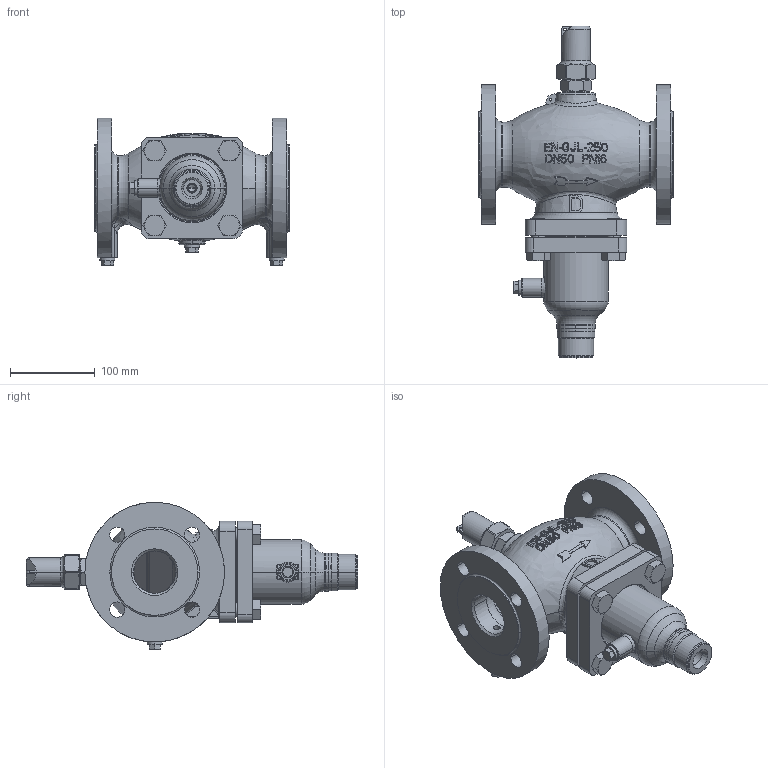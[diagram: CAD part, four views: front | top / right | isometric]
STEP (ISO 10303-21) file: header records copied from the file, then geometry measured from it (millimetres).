
FILE_DESCRIPTION((''),'2;1');
FILE_NAME('065B2659_ASM','2015-03-30T',('u317927'),('Danfoss'),'PRO/ENGINEER BY PARAMETRIC TECHNOLOGY CORPORATION, 2014000','PRO/ENGINEER BY PARAMETRIC TECHNOLOGY CORPORATION, 2014000','');
FILE_SCHEMA(('CONFIG_CONTROL_DESIGN'));
Length unit declared in the file: millimetre
Products named in the file (17): 8861845; 88610440; 88610450; VAR88610140; 88610150_ASM; 88810450; VAR88615590; 8861023; 88615590_ASM; 5184023; 5454087; 8861854; 5451354; 8861869; TESNILO_18X14; VIJAK_G1L4X12_ZAPIRALNI; 065B2659_ASM
Assembly tree (25 placements, depth 4):
  065B2659_ASM
    8861845
    88615590_ASM
      88610150_ASM
        88610440
        88610450
        VAR88610140
      88810450
      VAR88615590
      8861023
    5184023  x4
    5454087
    8861854
    5451354
    8861869
    TESNILO_18X14  x4
    VIJAK_G1L4X12_ZAPIRALNI  x4
Bounding box: 230 x 392.1 x 174.2 mm (x, y, z)
Volume: 2018045.5 mm3; surface area: 565002.2 mm2
Topology: 23 solids, 50 shells, 1387 faces, 3488 edges, 2218 vertices
Faces by surface type: plane 674, cylinder 329, cone 177, bspline 114, torus 91, sphere 2
Entity records: 44568 total; most frequent: CARTESIAN_POINT 16952, ORIENTED_EDGE 5982, DIRECTION 5181, EDGE_CURVE 3052, AXIS2_PLACEMENT_3D 2127, VERTEX_POINT 1948, EDGE_LOOP 1331, FACE_OUTER_BOUND 1195
